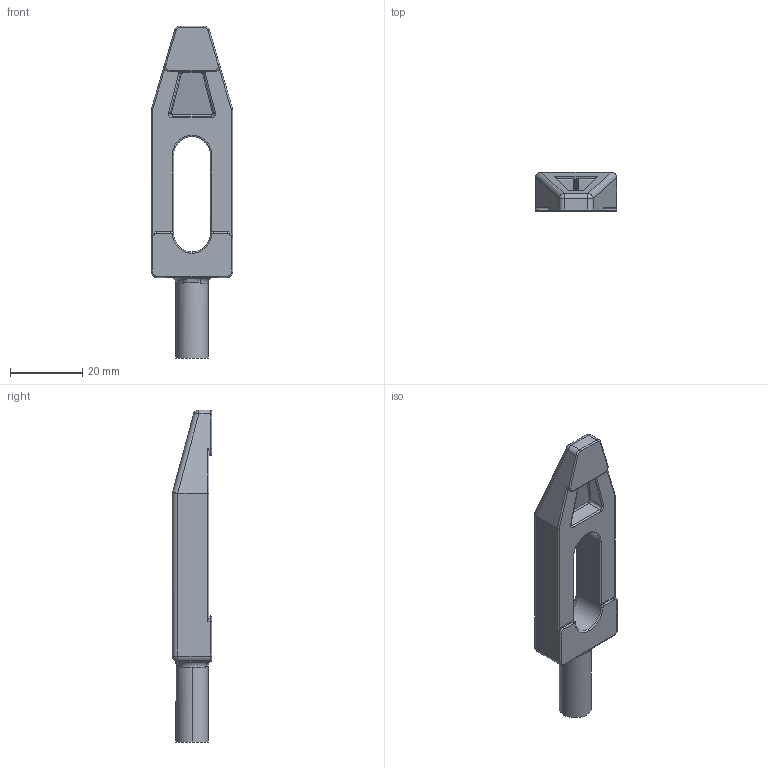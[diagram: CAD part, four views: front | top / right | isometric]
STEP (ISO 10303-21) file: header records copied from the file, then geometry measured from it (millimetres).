
FILE_DESCRIPTION (( 'STEP AP214' ), '1' );
FILE_NAME ('35100.STEP', '2018-09-10T17:09:09', ( 'Mike W' ), ( '' ), 'SwSTEP 2.0', 'SolidWorks 2017', '' );
FILE_SCHEMA (( 'AUTOMOTIVE_DESIGN' ));
Length unit declared in the file: inch
Products named in the file (1): 35100
Bounding box: 22.61 x 10.92 x 92.2 mm (x, y, z)
Volume: 11329.7 mm3; surface area: 5308.5 mm2
Topology: 1 solids, 1 shells, 393 faces, 1068 edges, 687 vertices
Faces by surface type: plane 151, bspline 150, cylinder 59, torus 29, sphere 4
Entity records: 17388 total; most frequent: CARTESIAN_POINT 8440, ORIENTED_EDGE 2132, DIRECTION 1383, EDGE_CURVE 1066, VERTEX_POINT 687, VECTOR 603, LINE 603, EDGE_LOOP 407
